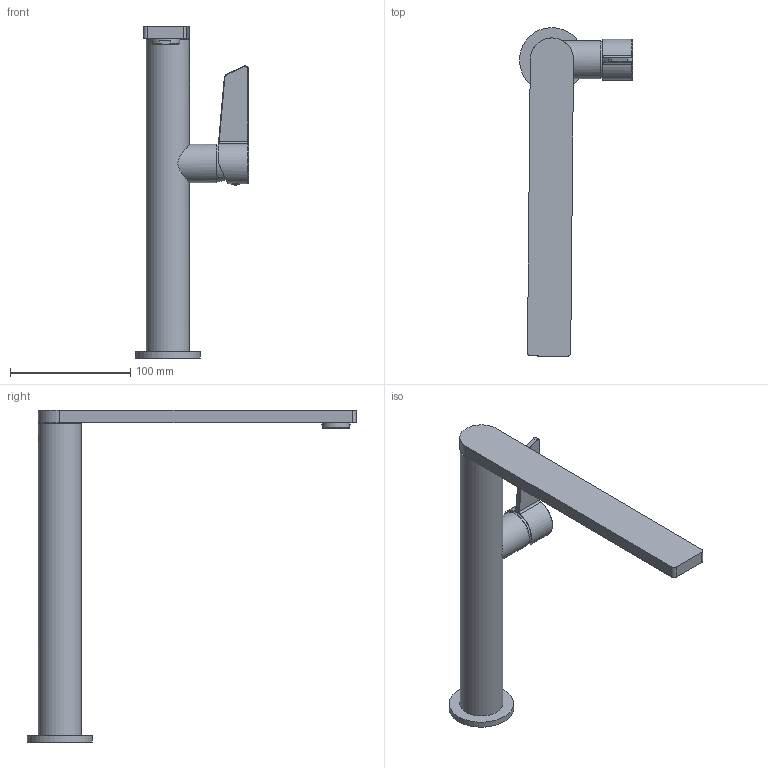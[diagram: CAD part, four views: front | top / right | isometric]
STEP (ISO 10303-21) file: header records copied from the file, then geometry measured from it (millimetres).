
FILE_DESCRIPTION (( 'STEP AP203' ), '1' );
FILE_NAME ('STEP38E303408.STEP', '2020-07-22T10:11:08', ( '' ), ( '' ), 'SwSTEP 2.0', 'SolidWorks 2018', '' );
FILE_SCHEMA (( 'CONFIG_CONTROL_DESIGN' ));
Length unit declared in the file: millimetre
Products named in the file (1): STEP38E303408
Bounding box: 94.12 x 274.12 x 276.5 mm (x, y, z)
Volume: 130853.2 mm3; surface area: 129448 mm2
Topology: 10 solids, 10 shells, 467 faces, 1249 edges, 824 vertices
Faces by surface type: plane 362, cylinder 68, cone 21, torus 9, bspline 6, sphere 1
Full cylindrical faces by diameter (mm): 4.2 x1, 5.5 x2, 7.5 x1, 14 x1, 15 x1, 16 x1, 17.1 x1, 17.75 x1, 18 x2, 19.97 x1, 20 x1, 20.1 x1, 20.88 x1, 21.1 x1, 21.5 x2, 22.5 x3, 23 x1, 23.5 x1, 23.9 x1, 24 x2, 24.5 x1, 25 x1, 25.5 x1, 26 x1, 26.1 x1, 26.9 x1, 28 x2, 30.5 x2, 31 x1, 32 x4
Entity records: 15375 total; most frequent: CARTESIAN_POINT 4428, ORIENTED_EDGE 2292, DIRECTION 1901, EDGE_CURVE 1146, VERTEX_POINT 799, EDGE_LOOP 683, LINE 651, VECTOR 651
